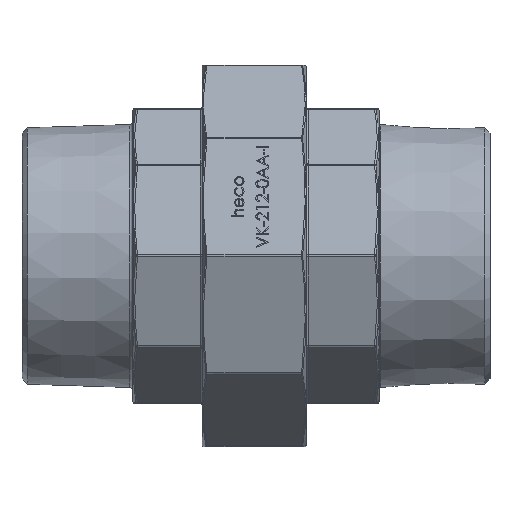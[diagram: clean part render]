
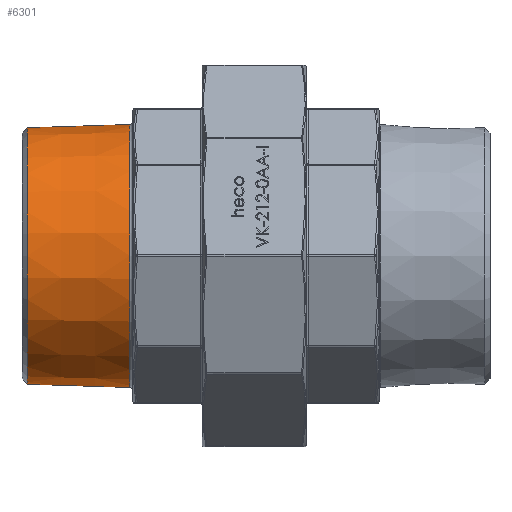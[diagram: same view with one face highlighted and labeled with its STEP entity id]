
A CAD part, top view. The second image highlights one B-rep face of the part: STEP entity #6301.
In plain terms, the highlighted conical face has half-angle 1.79 degrees and reference radius 37.946 mm.
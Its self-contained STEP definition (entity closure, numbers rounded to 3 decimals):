
#2002 = DIRECTION ( 'NONE',  ( 0., 1., 0. ) ) ;
#3691 = DIRECTION ( 'NONE',  ( 1., 0., 0. ) ) ;
#3741 = EDGE_LOOP ( 'NONE', ( #4184 ) ) ;
#4184 = ORIENTED_EDGE ( 'NONE', *, *, #14861, .T. ) ;
#4974 = VERTEX_POINT ( 'NONE', #15850 ) ;
#5081 = FACE_BOUND ( 'NONE', #18049, .T. ) ;
#5223 = CONICAL_SURFACE ( 'NONE', #10007, 37.946, 0.031 ) ;
#5307 = CARTESIAN_POINT ( 'NONE',  ( -38.969, 0., 0. ) ) ;
#5419 = CARTESIAN_POINT ( 'NONE',  ( -68.472, 0., 0. ) ) ;
#5774 = DIRECTION ( 'NONE',  ( 0., 1., 0. ) ) ;
#6301 = ADVANCED_FACE ( 'NONE', ( #12115, #5081 ), #5223, .T. ) ;
#7484 = DIRECTION ( 'NONE',  ( 1., 0., 0. ) ) ;
#8222 = CARTESIAN_POINT ( 'NONE',  ( -38.969, 37.916, 0. ) ) ;
#8418 = DIRECTION ( 'NONE',  ( 0., 1., 0. ) ) ;
#10007 = AXIS2_PLACEMENT_3D ( 'NONE', #10392, #7484, #5774 ) ;
#10023 = CIRCLE ( 'NONE', #17433, 36.994 ) ;
#10392 = CARTESIAN_POINT ( 'NONE',  ( -38., 0., 0. ) ) ;
#11144 = CIRCLE ( 'NONE', #21494, 37.916 ) ;
#12115 = FACE_OUTER_BOUND ( 'NONE', #3741, .T. ) ;
#14861 = EDGE_CURVE ( 'NONE', #20587, #20587, #11144, .T. ) ;
#15603 = ORIENTED_EDGE ( 'NONE', *, *, #18146, .T. ) ;
#15850 = CARTESIAN_POINT ( 'NONE',  ( -68.472, 36.994, 0. ) ) ;
#17433 = AXIS2_PLACEMENT_3D ( 'NONE', #5419, #3691, #2002 ) ;
#18049 = EDGE_LOOP ( 'NONE', ( #15603 ) ) ;
#18146 = EDGE_CURVE ( 'NONE', #4974, #4974, #10023, .T. ) ;
#20587 = VERTEX_POINT ( 'NONE', #8222 ) ;
#21494 = AXIS2_PLACEMENT_3D ( 'NONE', #5307, #22384, #8418 ) ;
#22384 = DIRECTION ( 'NONE',  ( -1., 0., 0. ) ) ;
